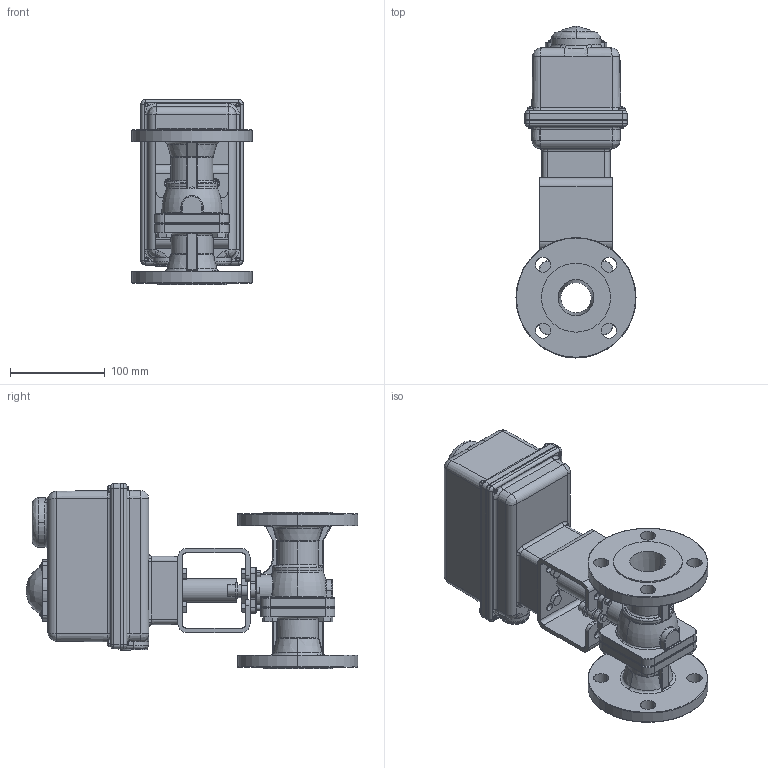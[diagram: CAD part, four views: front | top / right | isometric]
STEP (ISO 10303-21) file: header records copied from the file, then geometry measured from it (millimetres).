
FILE_DESCRIPTION (( 'STEP AP203' ), '1' );
FILE_NAME ('5801R-150_ER-3.STEP', '2017-11-29T18:50:38', ( '' ), ( '' ), 'SwSTEP 2.0', 'SolidWorks 2014', '' );
FILE_SCHEMA (( 'CONFIG_CONTROL_DESIGN' ));
Products named in the file (1): 5801R-150_ER-3
Bounding box: 127 x 350.79 x 195.78 mm (x, y, z)
Surface area: 264065.4 mm2 (no closed solid volume)
Topology: 0 solids, 22 shells, 867 faces, 2801 edges, 1922 vertices
Faces by surface type: cylinder 308, plane 271, bspline 131, cone 88, torus 69
Entity records: 46217 total; most frequent: CARTESIAN_POINT 23652, ORIENTED_EDGE 4654, DIRECTION 4195, EDGE_CURVE 2789, VERTEX_POINT 1922, AXIS2_PLACEMENT_3D 1610, EDGE_LOOP 1005, LINE 975
